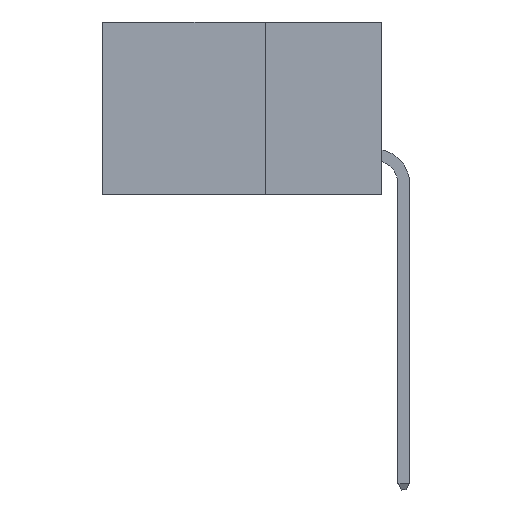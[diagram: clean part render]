
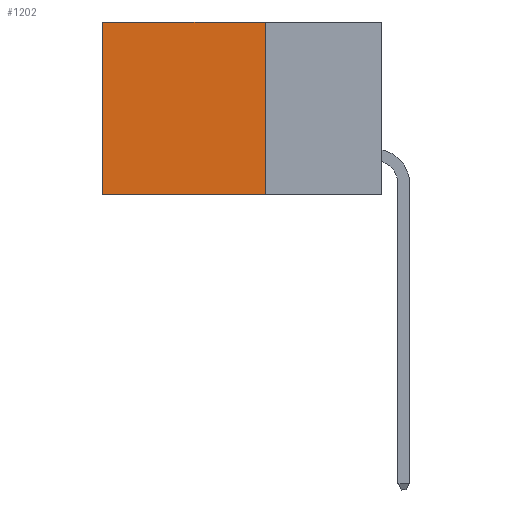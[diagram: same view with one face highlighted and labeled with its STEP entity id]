
A CAD part, left-side view. The second image highlights one B-rep face of the part: STEP entity #1202.
In plain terms, the highlighted planar face has unit normal (-1, 0, 0).
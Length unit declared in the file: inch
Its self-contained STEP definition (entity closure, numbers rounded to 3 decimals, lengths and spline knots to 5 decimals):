
#167 = CARTESIAN_POINT ( 'NONE',  ( 0.2875, 0.25, -0.37 ) ) ;
#1021 = ORIENTED_EDGE ( 'NONE', *, *, #14393, .T. ) ;
#1202 = ADVANCED_FACE ( 'NONE', ( #1986 ), #1893, .F. ) ;
#1893 = PLANE ( 'NONE',  #29746 ) ;
#1986 = FACE_OUTER_BOUND ( 'NONE', #6130, .T. ) ;
#2523 = CARTESIAN_POINT ( 'NONE',  ( 0.2875, 0.6, -0.37 ) ) ;
#3687 = EDGE_CURVE ( 'NONE', #18141, #14747, #24439, .T. ) ;
#3725 = CARTESIAN_POINT ( 'NONE',  ( 0.2875, 0.25, 0. ) ) ;
#4138 = VECTOR ( 'NONE', #7605, 39.37008 ) ;
#4491 = CARTESIAN_POINT ( 'NONE',  ( 0.2875, 0.25, -0.37 ) ) ;
#5003 = VECTOR ( 'NONE', #25098, 39.37008 ) ;
#6130 = EDGE_LOOP ( 'NONE', ( #13264, #10623, #10108, #1021 ) ) ;
#6234 = DIRECTION ( 'NONE',  ( 0., 1., 0. ) ) ;
#7605 = DIRECTION ( 'NONE',  ( 0., 1., 0. ) ) ;
#8398 = EDGE_CURVE ( 'NONE', #21227, #18141, #24401, .T. ) ;
#9504 = DIRECTION ( 'NONE',  ( 0., 0., -1. ) ) ;
#10108 = ORIENTED_EDGE ( 'NONE', *, *, #8398, .F. ) ;
#10623 = ORIENTED_EDGE ( 'NONE', *, *, #3687, .F. ) ;
#11545 = LINE ( 'NONE', #12974, #5003 ) ;
#11788 = DIRECTION ( 'NONE',  ( 0., 0., -1. ) ) ;
#12234 = LINE ( 'NONE', #3725, #24430 ) ;
#12526 = EDGE_CURVE ( 'NONE', #19510, #14747, #11545, .T. ) ;
#12974 = CARTESIAN_POINT ( 'NONE',  ( 0.2875, 0.6, 0. ) ) ;
#13188 = CARTESIAN_POINT ( 'NONE',  ( 0.2875, 0.25, 0. ) ) ;
#13264 = ORIENTED_EDGE ( 'NONE', *, *, #12526, .T. ) ;
#14393 = EDGE_CURVE ( 'NONE', #21227, #19510, #12234, .T. ) ;
#14747 = VERTEX_POINT ( 'NONE', #2523 ) ;
#16595 = CARTESIAN_POINT ( 'NONE',  ( 0.2875, 0.25, 0. ) ) ;
#17935 = VECTOR ( 'NONE', #9504, 39.37008 ) ;
#18141 = VERTEX_POINT ( 'NONE', #4491 ) ;
#19241 = CARTESIAN_POINT ( 'NONE',  ( 0.2875, 0.25, 0. ) ) ;
#19510 = VERTEX_POINT ( 'NONE', #30522 ) ;
#21227 = VERTEX_POINT ( 'NONE', #13188 ) ;
#24401 = LINE ( 'NONE', #19241, #17935 ) ;
#24430 = VECTOR ( 'NONE', #6234, 39.37008 ) ;
#24439 = LINE ( 'NONE', #167, #4138 ) ;
#25098 = DIRECTION ( 'NONE',  ( 0., 0., -1. ) ) ;
#26394 = DIRECTION ( 'NONE',  ( 1., 0., 0. ) ) ;
#29746 = AXIS2_PLACEMENT_3D ( 'NONE', #16595, #26394, #11788 ) ;
#30522 = CARTESIAN_POINT ( 'NONE',  ( 0.2875, 0.6, 0. ) ) ;
